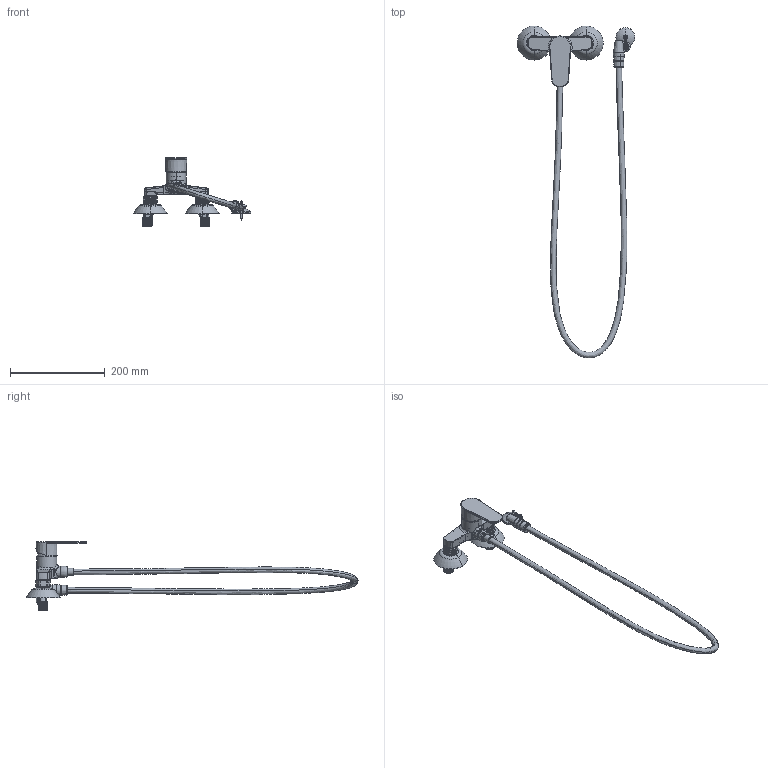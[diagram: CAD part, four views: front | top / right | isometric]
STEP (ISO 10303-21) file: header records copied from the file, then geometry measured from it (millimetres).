
FILE_DESCRIPTION (( 'STEP AP203' ), '1' );
FILE_NAME ('36F301693.STEP', '2025-07-08T05:04:56', ( '' ), ( '' ), 'SwSTEP 2.0', 'SolidWorks 2021', '' );
FILE_SCHEMA (( 'CONFIG_CONTROL_DESIGN' ));
Length unit declared in the file: millimetre
Products named in the file (1): 36F301693
Bounding box: 249.13 x 702.05 x 145.7 mm (x, y, z)
Volume: 278211 mm3; surface area: 172053.8 mm2
Topology: 18 solids, 18 shells, 1407 faces, 3549 edges, 2206 vertices
Faces by surface type: cylinder 496, bspline 357, plane 356, cone 106, torus 76, sphere 16
Entity records: 87703 total; most frequent: CARTESIAN_POINT 57652, ORIENTED_EDGE 7054, DIRECTION 5251, EDGE_CURVE 3527, VERTEX_POINT 2206, AXIS2_PLACEMENT_3D 2039, EDGE_LOOP 1509, ADVANCED_FACE 1407
